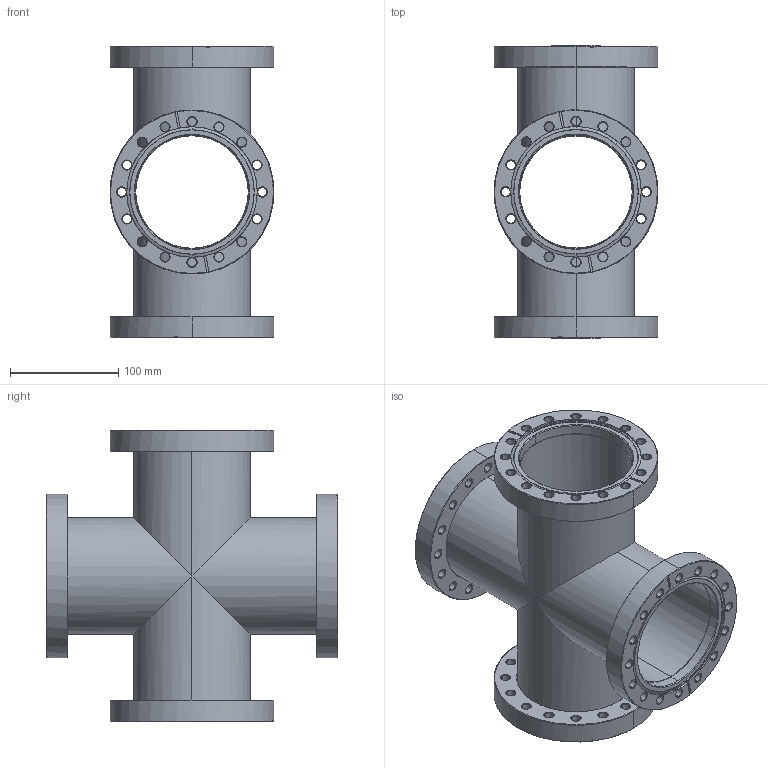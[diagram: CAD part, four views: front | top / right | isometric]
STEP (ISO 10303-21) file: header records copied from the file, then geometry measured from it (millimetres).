
FILE_DESCRIPTION (( 'STEP AP214' ), '1' );
FILE_NAME ('Hositrad_FX-100-100-Cross.STEP', '2017-05-22T13:37:22', ( 'Gebruiker' ), ( '' ), 'SwSTEP 2.0', 'SolidWorks 2017', '' );
FILE_SCHEMA (( 'AUTOMOTIVE_DESIGN' ));
Length unit declared in the file: millimetre
Products named in the file (3): Hositrad_FX-100-100-Cross; FX4-tube; NW100CF-weld_CF100-108
Assembly tree (5 placements, depth 2):
  Hositrad_FX-100-100-Cross
    FX4-tube
    NW100CF-weld_CF100-108  x4
Bounding box: 151.6 x 269.8 x 269.8 mm (x, y, z)
Volume: 882612.6 mm3; surface area: 407591.2 mm2
Topology: 5 solids, 5 shells, 532 faces, 1248 edges, 728 vertices
Faces by surface type: cone 308, cylinder 176, plane 48
Entity records: 4809 total; most frequent: DIRECTION 821, CARTESIAN_POINT 767, ORIENTED_EDGE 696, EDGE_CURVE 348, AXIS2_PLACEMENT_3D 337, VERTEX_POINT 203, EDGE_LOOP 187, CIRCLE 181
